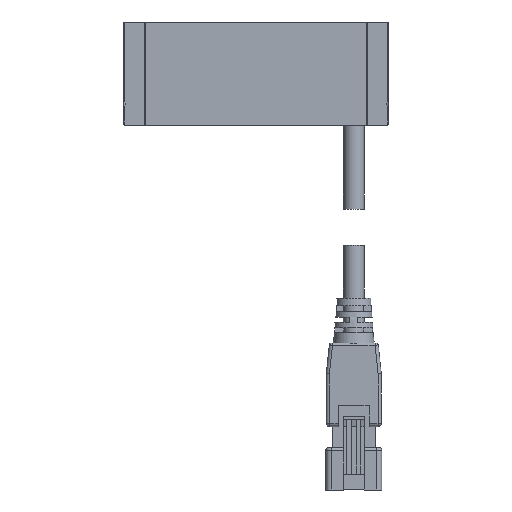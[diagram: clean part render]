
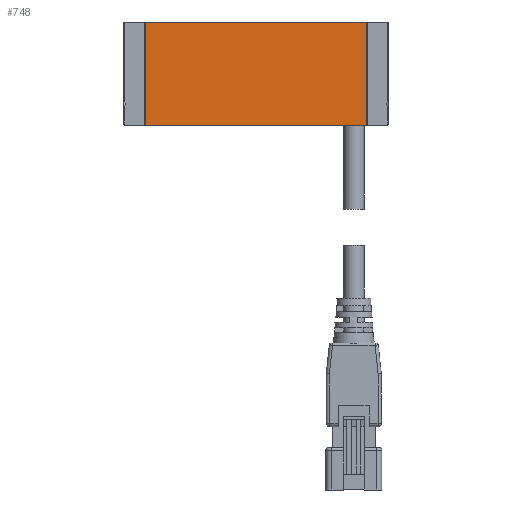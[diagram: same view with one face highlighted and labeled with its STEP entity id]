
A CAD part, front view. The second image highlights one B-rep face of the part: STEP entity #748.
In plain terms, the highlighted planar face has unit normal (0, -1, 0).
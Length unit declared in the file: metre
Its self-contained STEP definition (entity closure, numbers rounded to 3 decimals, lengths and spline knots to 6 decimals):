
#748=ADVANCED_FACE('51:40752',(#1723),#1724,.T.);
#1723=FACE_OUTER_BOUND('',#2970,.T.);
#1724=PLANE('',#2971);
#2970=EDGE_LOOP('',(#5417,#5418,#5419,#5420));
#2971=AXIS2_PLACEMENT_3D('',#5421,#5422,#5423);
#5417=ORIENTED_EDGE('',*,*,#7724,.F.);
#5418=ORIENTED_EDGE('',*,*,#7785,.F.);
#5419=ORIENTED_EDGE('',*,*,#7787,.T.);
#5420=ORIENTED_EDGE('',*,*,#7788,.T.);
#5421=CARTESIAN_POINT('',(-0.02365,-0.0095,0.0));
#5422=DIRECTION('',(0.0,-1.0,0.0));
#5423=DIRECTION('',(1.0,0.0,0.));
#7724=EDGE_CURVE('51:41439',#9166,#9168,#9169,.T.);
#7785=EDGE_CURVE('51:41408',#9250,#9166,#9252,.T.);
#7787=EDGE_CURVE('51:36645',#9250,#9254,#9255,.T.);
#7788=EDGE_CURVE('51:41588',#9254,#9168,#9256,.T.);
#9166=VERTEX_POINT('',#11756);
#9168=VERTEX_POINT('',#11759);
#9169=LINE('',#11760,#11761);
#9250=VERTEX_POINT('',#11882);
#9252=LINE('',#11885,#11886);
#9254=VERTEX_POINT('',#11888);
#9255=LINE('',#11889,#11890);
#9256=LINE('',#11891,#11892);
#11756=CARTESIAN_POINT('',(-0.021,-0.0095,0.0));
#11759=CARTESIAN_POINT('',(-0.021,-0.0095,0.0195));
#11760=CARTESIAN_POINT('',(-0.021,-0.0095,0.0109));
#11761=VECTOR('',#13671,1.0);
#11882=CARTESIAN_POINT('',(0.021,-0.0095,0.0));
#11885=CARTESIAN_POINT('',(0.07135,-0.0095,0.0));
#11886=VECTOR('',#13719,1.0);
#11888=CARTESIAN_POINT('',(0.021,-0.0095,0.0195));
#11889=CARTESIAN_POINT('',(0.021,-0.0095,0.0109));
#11890=VECTOR('',#13720,1.0);
#11891=CARTESIAN_POINT('',(0.07135,-0.0095,0.0195));
#11892=VECTOR('',#13721,1.0);
#13671=DIRECTION('',(0.0,0.0,1.0));
#13719=DIRECTION('',(-1.0,0.0,0.0));
#13720=DIRECTION('',(0.0,0.0,1.0));
#13721=DIRECTION('',(-1.0,0.0,0.0));
